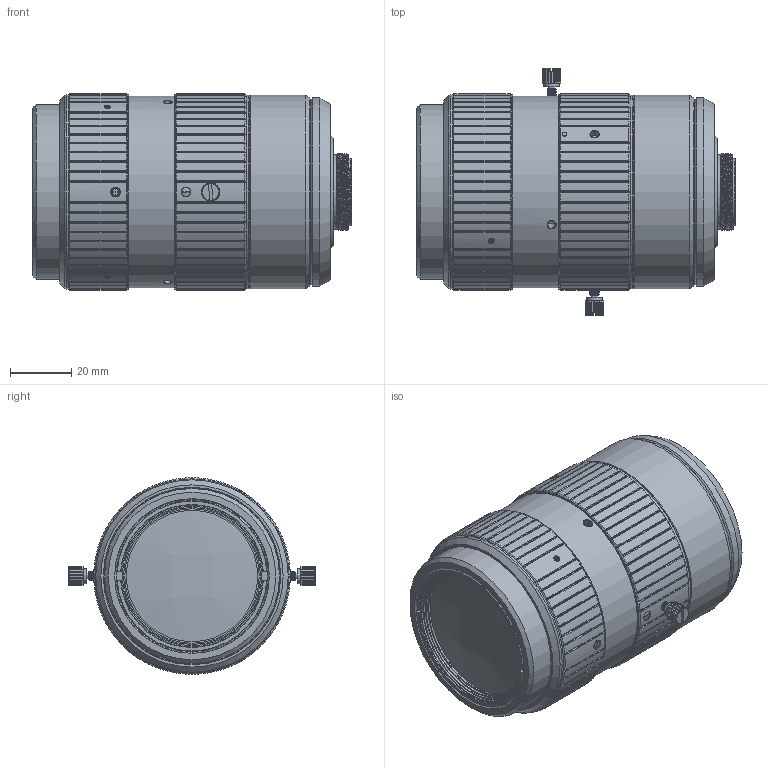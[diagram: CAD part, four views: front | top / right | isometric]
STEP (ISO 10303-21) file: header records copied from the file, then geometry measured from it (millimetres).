
FILE_DESCRIPTION (( 'STEP AP203' ), '1' );
FILE_NAME ('600076.STEP', '2024-05-06T03:32:40', ( 'Windows User' ), ( 'P R C' ), 'SwSTEP 2.0', 'SolidWorks 2020', '' );
FILE_SCHEMA (( 'CONFIG_CONTROL_DESIGN' ));
Length unit declared in the file: millimetre
Products named in the file (1): 600076
Bounding box: 103.88 x 80.6 x 64 mm (x, y, z)
Surface area: 123384.5 mm2 (no closed solid volume)
Topology: 0 solids, 45 shells, 1356 faces, 3704 edges, 2489 vertices
Faces by surface type: plane 550, cylinder 518, cone 199, bspline 89
Full cylindrical faces by diameter (mm): 1.096 x1, 1.25 x6, 1.5 x15, 1.6 x18, 2 x12, 2.1 x3, 2.2 x2, 2.5 x6, 3 x8, 3.2 x2, 3.5 x6, 3.7 x3, 5 x2, 18.8 x1, 19 x1, 19.2 x1, 20.2 x2, 20.6 x1, 22.1 x1, 22.3 x1, 24.3 x1, 26.4 x1, 30.4 x1, 32 x1, 32.9 x2, 33.5 x1, 34 x1, 34.4 x1, 35.5 x1, 37 x1
Entity records: 72425 total; most frequent: CARTESIAN_POINT 42698, ORIENTED_EDGE 6319, DIRECTION 5138, EDGE_CURVE 3200, VERTEX_POINT 2310, AXIS2_PLACEMENT_3D 2058, EDGE_LOOP 1840, FACE_OUTER_BOUND 1539
